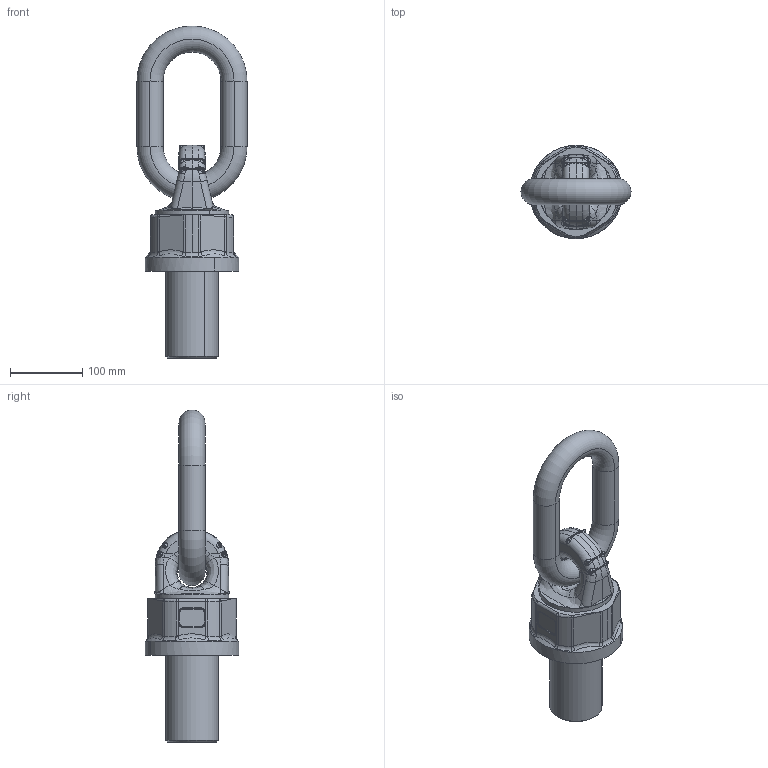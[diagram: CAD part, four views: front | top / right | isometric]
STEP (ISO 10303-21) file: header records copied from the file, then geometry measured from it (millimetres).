
FILE_DESCRIPTION(('CATIA V5 STEP Exchange'),'2;1');
FILE_NAME('8-251-280-02.stp','2017-09-26T03:37:54+00:00',('none'),('none'),'CATIA Version 5 Release 21 GA (IN-10)','CATIA V5 STEP AP203','none');
FILE_SCHEMA(('CONFIG_CONTROL_DESIGN'));
Length unit declared in the file: millimetre
Products named in the file (1): 產品1
Assembly tree (2 placements, depth 2):
  產品1
    #58
    #26202
Bounding box: 152 x 129 x 458.35 mm (x, y, z)
Volume: 2518651.8 mm3; surface area: 195918.9 mm2
Topology: 3 solids, 3 shells, 488 faces, 1173 edges, 660 vertices
Faces by surface type: bspline 276, cylinder 90, plane 44, torus 40, cone 34, revolution 4
Entity records: 32254 total; most frequent: CARTESIAN_POINT 23857, ORIENTED_EDGE 2278, EDGE_CURVE 1139, B_SPLINE_CURVE_WITH_KNOTS 797, DIRECTION 670, VERTEX_POINT 660, EDGE_LOOP 495, ADVANCED_FACE 488
